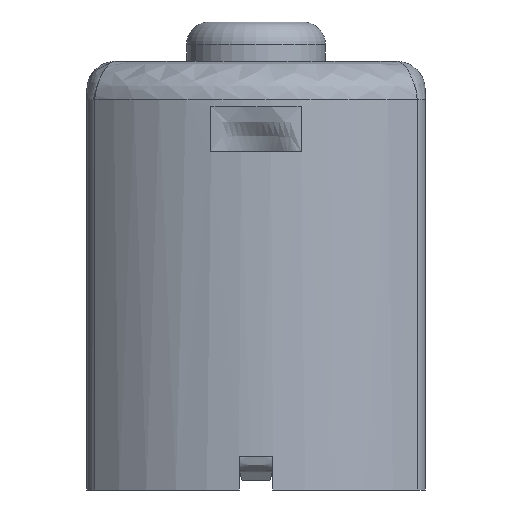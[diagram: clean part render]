
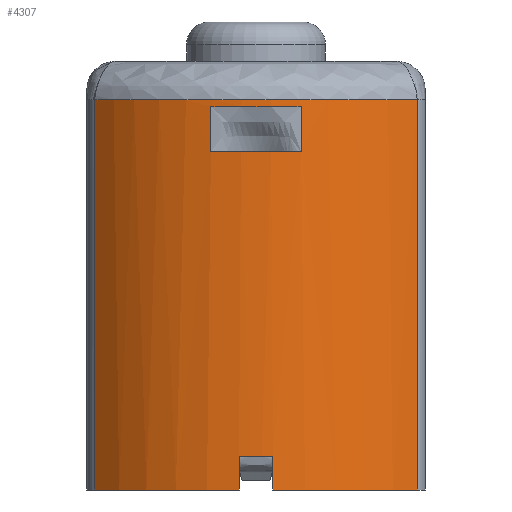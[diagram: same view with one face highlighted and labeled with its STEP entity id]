
A CAD part, left-side view. The second image highlights one B-rep face of the part: STEP entity #4307.
In plain terms, the highlighted cylindrical face has radius 10 mm (diameter 20 mm), a partial arc.
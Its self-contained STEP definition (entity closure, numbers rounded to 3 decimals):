
#40 = CARTESIAN_POINT ( 'NONE',  ( -9.972, -0.75, 9.5 ) ) ;
#95 = VECTOR ( 'NONE', #3284, 1000. ) ;
#268 = CARTESIAN_POINT ( 'NONE',  ( -8.705, 5.097, 7.8 ) ) ;
#302 = DIRECTION ( 'NONE',  ( 0., 0., -1. ) ) ;
#320 = DIRECTION ( 'NONE',  ( 0., 0., -1. ) ) ;
#352 = VERTEX_POINT ( 'NONE', #5891 ) ;
#357 = CARTESIAN_POINT ( 'NONE',  ( -9.798, -2., 9.5 ) ) ;
#358 = ORIENTED_EDGE ( 'NONE', *, *, #2363, .T. ) ;
#385 = VECTOR ( 'NONE', #5774, 1000. ) ;
#400 = CARTESIAN_POINT ( 'NONE',  ( -9.798, -2., 5.5 ) ) ;
#405 = CIRCLE ( 'NONE', #3029, 10. ) ;
#406 = EDGE_CURVE ( 'NONE', #4854, #991, #4572, .T. ) ;
#447 = DIRECTION ( 'NONE',  ( 1., 0., 0. ) ) ;
#452 = LINE ( 'NONE', #5482, #3588 ) ;
#489 = CARTESIAN_POINT ( 'NONE',  ( -9.798, 2., 7.5 ) ) ;
#514 = B_SPLINE_CURVE_WITH_KNOTS ( 'NONE', 3,
 ( #1634, #4849, #4417, #1662, #3935, #2069, #1117, #268, #2097, #5296 ),
 .UNSPECIFIED., .F., .F.,
 ( 4, 2, 2, 2, 4 ),
 ( 0.031, 0.265, 0.5, 0.735, 0.969 ),
 .UNSPECIFIED. ) ;
#564 = CARTESIAN_POINT ( 'NONE',  ( -6.999, 7.143, -9.5 ) ) ;
#604 = DIRECTION ( 'NONE',  ( 0., 0., 1. ) ) ;
#633 = CARTESIAN_POINT ( 'NONE',  ( -9.972, 0.75, -8. ) ) ;
#743 = CARTESIAN_POINT ( 'NONE',  ( -10.066, 0.685, 7.5 ) ) ;
#867 = AXIS2_PLACEMENT_3D ( 'NONE', #3162, #5930, #4066 ) ;
#882 = CIRCLE ( 'NONE', #4277, 10. ) ;
#883 = DIRECTION ( 'NONE',  ( 0., 0., 1. ) ) ;
#885 = EDGE_CURVE ( 'NONE', #5375, #1561, #3415, .T. ) ;
#985 = CARTESIAN_POINT ( 'NONE',  ( 0., 0., 5.5 ) ) ;
#991 = VERTEX_POINT ( 'NONE', #633 ) ;
#1043 = EDGE_CURVE ( 'NONE', #5645, #2273, #3453, .T. ) ;
#1117 = CARTESIAN_POINT ( 'NONE',  ( -9.733, 2.652, 7.8 ) ) ;
#1143 = CARTESIAN_POINT ( 'NONE',  ( 0., 0., -9.5 ) ) ;
#1228 = CARTESIAN_POINT ( 'NONE',  ( -9.972, -0.75, -8. ) ) ;
#1287 = FACE_BOUND ( 'NONE', #5565, .T. ) ;
#1328 = EDGE_CURVE ( 'NONE', #5375, #991, #4541, .T. ) ;
#1364 = VECTOR ( 'NONE', #302, 1000. ) ;
#1555 = VECTOR ( 'NONE', #5019, 1000. ) ;
#1559 = AXIS2_PLACEMENT_3D ( 'NONE', #5934, #320, #3647 ) ;
#1561 = VERTEX_POINT ( 'NONE', #3379 ) ;
#1587 = CARTESIAN_POINT ( 'NONE',  ( -6.998, 7.143, 7.8 ) ) ;
#1608 = B_SPLINE_CURVE_WITH_KNOTS ( 'NONE', 3,
 ( #3049, #743, #2143, #3983 ),
 .UNSPECIFIED., .F., .F.,
 ( 4, 4 ),
 ( 0., 1. ),
 .UNSPECIFIED. ) ;
#1634 = CARTESIAN_POINT ( 'NONE',  ( -6.998, -7.143, 7.8 ) ) ;
#1660 = CARTESIAN_POINT ( 'NONE',  ( -9.798, -2., 7.5 ) ) ;
#1662 = CARTESIAN_POINT ( 'NONE',  ( -9.733, -2.652, 7.8 ) ) ;
#1865 = ORIENTED_EDGE ( 'NONE', *, *, #5495, .T. ) ;
#1941 = CARTESIAN_POINT ( 'NONE',  ( 0., 0., -9.5 ) ) ;
#2069 = CARTESIAN_POINT ( 'NONE',  ( -10., 1.326, 7.8 ) ) ;
#2094 = VERTEX_POINT ( 'NONE', #489 ) ;
#2097 = CARTESIAN_POINT ( 'NONE',  ( -7.946, 6.215, 7.8 ) ) ;
#2115 = ORIENTED_EDGE ( 'NONE', *, *, #2681, .T. ) ;
#2143 = CARTESIAN_POINT ( 'NONE',  ( -10.066, -0.685, 7.5 ) ) ;
#2272 = CARTESIAN_POINT ( 'NONE',  ( -9.972, 0.75, 9.5 ) ) ;
#2273 = VERTEX_POINT ( 'NONE', #2474 ) ;
#2363 = EDGE_CURVE ( 'NONE', #5384, #2723, #2666, .T. ) ;
#2411 = VERTEX_POINT ( 'NONE', #564 ) ;
#2456 = DIRECTION ( 'NONE',  ( 1., 0., 0. ) ) ;
#2474 = CARTESIAN_POINT ( 'NONE',  ( -6.998, -7.143, 7.8 ) ) ;
#2666 = LINE ( 'NONE', #357, #1555 ) ;
#2681 = EDGE_CURVE ( 'NONE', #352, #2094, #452, .T. ) ;
#2723 = VERTEX_POINT ( 'NONE', #400 ) ;
#2810 = ORIENTED_EDGE ( 'NONE', *, *, #885, .T. ) ;
#2851 = VERTEX_POINT ( 'NONE', #1587 ) ;
#2868 = ORIENTED_EDGE ( 'NONE', *, *, #4792, .T. ) ;
#2914 = ORIENTED_EDGE ( 'NONE', *, *, #3549, .T. ) ;
#2966 = EDGE_LOOP ( 'NONE', ( #5804, #4526, #4485, #2810, #4254, #3235, #5597, #2868 ) ) ;
#3029 = AXIS2_PLACEMENT_3D ( 'NONE', #985, #3327, #4684 ) ;
#3049 = CARTESIAN_POINT ( 'NONE',  ( -9.798, 2., 7.5 ) ) ;
#3063 = LINE ( 'NONE', #5919, #1364 ) ;
#3068 = DIRECTION ( 'NONE',  ( 0., 0., 1. ) ) ;
#3162 = CARTESIAN_POINT ( 'NONE',  ( 0., 0., -8. ) ) ;
#3235 = ORIENTED_EDGE ( 'NONE', *, *, #1043, .T. ) ;
#3280 = EDGE_CURVE ( 'NONE', #2273, #2851, #514, .T. ) ;
#3284 = DIRECTION ( 'NONE',  ( 0., 0., -1. ) ) ;
#3327 = DIRECTION ( 'NONE',  ( 0., 0., -1. ) ) ;
#3379 = CARTESIAN_POINT ( 'NONE',  ( -9.972, -0.75, -9.5 ) ) ;
#3415 = LINE ( 'NONE', #40, #95 ) ;
#3453 = LINE ( 'NONE', #4816, #385 ) ;
#3549 = EDGE_CURVE ( 'NONE', #2094, #5384, #1608, .T. ) ;
#3588 = VECTOR ( 'NONE', #883, 1000. ) ;
#3647 = DIRECTION ( 'NONE',  ( -1., 0., 0. ) ) ;
#3935 = CARTESIAN_POINT ( 'NONE',  ( -10., -1.326, 7.8 ) ) ;
#3983 = CARTESIAN_POINT ( 'NONE',  ( -9.798, -2., 7.5 ) ) ;
#4066 = DIRECTION ( 'NONE',  ( -1., 0., 0. ) ) ;
#4099 = CYLINDRICAL_SURFACE ( 'NONE', #1559, 10. ) ;
#4254 = ORIENTED_EDGE ( 'NONE', *, *, #4535, .T. ) ;
#4277 = AXIS2_PLACEMENT_3D ( 'NONE', #1143, #604, #2456 ) ;
#4307 = ADVANCED_FACE ( 'NONE', ( #1287, #4497 ), #4099, .T. ) ;
#4318 = CARTESIAN_POINT ( 'NONE',  ( -6.999, -7.143, -9.5 ) ) ;
#4417 = CARTESIAN_POINT ( 'NONE',  ( -8.705, -5.097, 7.8 ) ) ;
#4485 = ORIENTED_EDGE ( 'NONE', *, *, #1328, .F. ) ;
#4497 = FACE_OUTER_BOUND ( 'NONE', #2966, .T. ) ;
#4526 = ORIENTED_EDGE ( 'NONE', *, *, #406, .T. ) ;
#4535 = EDGE_CURVE ( 'NONE', #1561, #5645, #5244, .T. ) ;
#4541 = CIRCLE ( 'NONE', #867, 10. ) ;
#4569 = CARTESIAN_POINT ( 'NONE',  ( -9.972, 0.75, -9.5 ) ) ;
#4572 = LINE ( 'NONE', #2272, #5419 ) ;
#4684 = DIRECTION ( 'NONE',  ( -1., 0., 0. ) ) ;
#4698 = DIRECTION ( 'NONE',  ( 0., 0., 1. ) ) ;
#4792 = EDGE_CURVE ( 'NONE', #2851, #2411, #3063, .T. ) ;
#4816 = CARTESIAN_POINT ( 'NONE',  ( -6.999, -7.143, 9.5 ) ) ;
#4849 = CARTESIAN_POINT ( 'NONE',  ( -7.946, -6.215, 7.8 ) ) ;
#4854 = VERTEX_POINT ( 'NONE', #4569 ) ;
#4864 = AXIS2_PLACEMENT_3D ( 'NONE', #1941, #4698, #447 ) ;
#5019 = DIRECTION ( 'NONE',  ( 0., 0., -1. ) ) ;
#5073 = EDGE_CURVE ( 'NONE', #2411, #4854, #882, .T. ) ;
#5244 = CIRCLE ( 'NONE', #4864, 10. ) ;
#5296 = CARTESIAN_POINT ( 'NONE',  ( -6.998, 7.143, 7.8 ) ) ;
#5375 = VERTEX_POINT ( 'NONE', #1228 ) ;
#5384 = VERTEX_POINT ( 'NONE', #1660 ) ;
#5419 = VECTOR ( 'NONE', #3068, 1000. ) ;
#5482 = CARTESIAN_POINT ( 'NONE',  ( -9.798, 2., 9.5 ) ) ;
#5495 = EDGE_CURVE ( 'NONE', #2723, #352, #405, .T. ) ;
#5565 = EDGE_LOOP ( 'NONE', ( #358, #1865, #2115, #2914 ) ) ;
#5597 = ORIENTED_EDGE ( 'NONE', *, *, #3280, .T. ) ;
#5645 = VERTEX_POINT ( 'NONE', #4318 ) ;
#5774 = DIRECTION ( 'NONE',  ( 0., 0., 1. ) ) ;
#5804 = ORIENTED_EDGE ( 'NONE', *, *, #5073, .T. ) ;
#5891 = CARTESIAN_POINT ( 'NONE',  ( -9.798, 2., 5.5 ) ) ;
#5919 = CARTESIAN_POINT ( 'NONE',  ( -6.999, 7.143, 9.5 ) ) ;
#5930 = DIRECTION ( 'NONE',  ( 0., 0., -1. ) ) ;
#5934 = CARTESIAN_POINT ( 'NONE',  ( 0., 0., 9.5 ) ) ;
